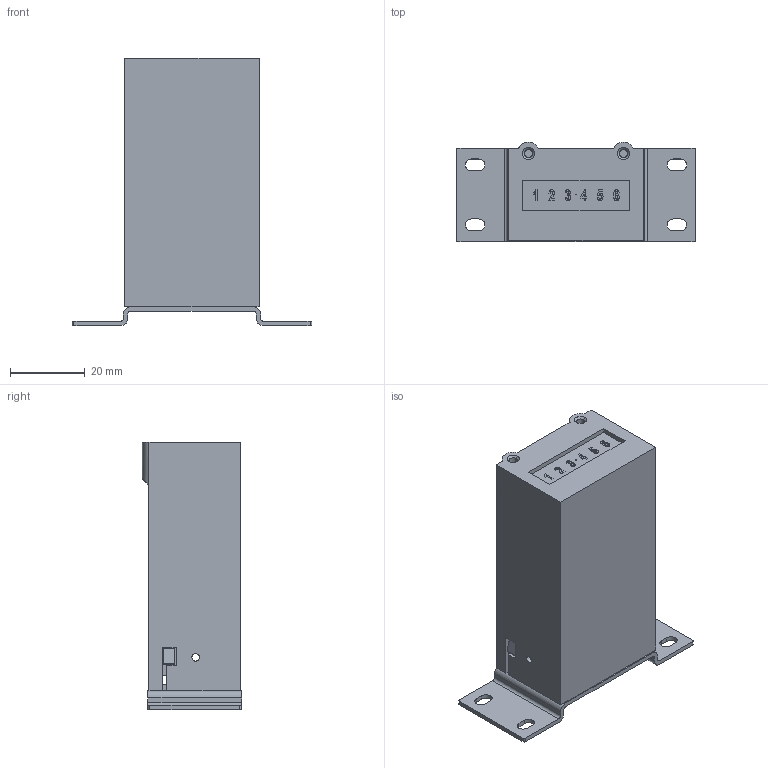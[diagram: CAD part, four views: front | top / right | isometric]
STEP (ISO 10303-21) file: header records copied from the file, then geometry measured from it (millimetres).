
FILE_DESCRIPTION (( 'STEP AP203' ), '1' );
FILE_NAME ('RV9-4916D.step', '2021-09-29T10:36:12', ( '' ), ( '' ), 'SwSTEP 2.0', 'SolidWorks 2021', '' );
FILE_SCHEMA (( 'CONFIG_CONTROL_DESIGN' ));
Length unit declared in the file: millimetre
Products named in the file (1): RV9-4916D
Bounding box: 64 x 26.46 x 71.33 mm (x, y, z)
Volume: 18281.4 mm3; surface area: 26612.3 mm2
Topology: 1 solids, 1 shells, 354 faces, 983 edges, 645 vertices
Faces by surface type: plane 219, cylinder 104, bspline 19, cone 8, sphere 4
Entity records: 12587 total; most frequent: CARTESIAN_POINT 3369, ORIENTED_EDGE 1966, DIRECTION 1807, EDGE_CURVE 983, VECTOR 689, LINE 689, VERTEX_POINT 645, AXIS2_PLACEMENT_3D 559
